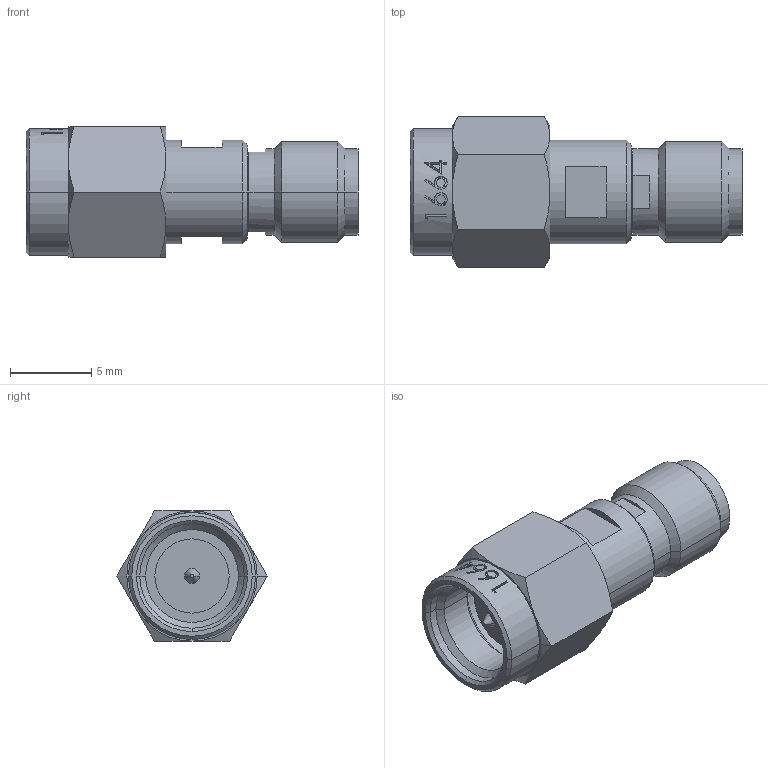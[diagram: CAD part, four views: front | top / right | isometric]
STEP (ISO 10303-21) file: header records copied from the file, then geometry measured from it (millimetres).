
FILE_DESCRIPTION (( 'STEP AP214' ), '1' );
FILE_NAME ('FMAD1664_3D.step', '2023-03-13T20:45:30', ( '' ), ( '' ), 'SwSTEP 2.0', 'SolidWorks 2022', '' );
FILE_SCHEMA (( 'AUTOMOTIVE_DESIGN' ));
Length unit declared in the file: millimetre
Products named in the file (1): FMAD1664_3D
Bounding box: 20.4 x 9.24 x 8 mm (x, y, z)
Volume: 648.3 mm3; surface area: 714 mm2
Topology: 1 solids, 1 shells, 134 faces, 308 edges, 192 vertices
Faces by surface type: plane 39, cone 33, cylinder 31, bspline 31
Entity records: 5677 total; most frequent: CARTESIAN_POINT 2939, ORIENTED_EDGE 616, DIRECTION 449, EDGE_CURVE 308, VERTEX_POINT 192, AXIS2_PLACEMENT_3D 190, B_SPLINE_CURVE_WITH_KNOTS 153, EDGE_LOOP 150
